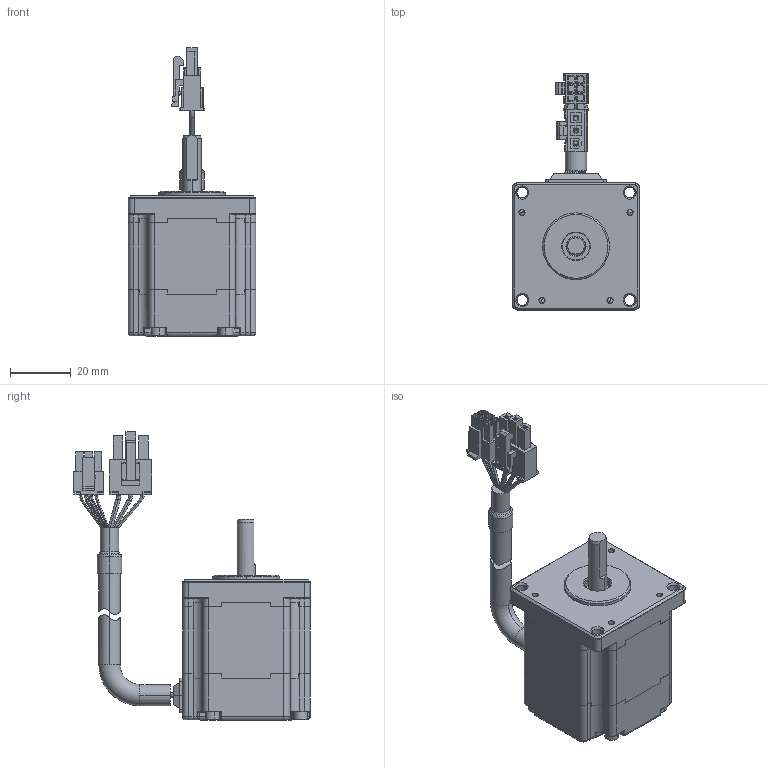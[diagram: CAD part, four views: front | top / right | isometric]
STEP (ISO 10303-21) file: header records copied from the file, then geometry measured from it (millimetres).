
FILE_DESCRIPTION (( 'STEP AP203' ), '1' );
FILE_NAME ('42BL30L4.STEP', '2013-05-16T01:00:06', ( '' ), ( '' ), 'SwSTEP 2.0', 'SolidWorks 2007', '' );
FILE_SCHEMA (( 'CONFIG_CONTROL_DESIGN' ));
Length unit declared in the file: millimetre
Products named in the file (1): 42BL30L4
Bounding box: 42 x 77.75 x 94.81 mm (x, y, z)
Surface area: 18416.7 mm2 (no closed solid volume)
Topology: 0 solids, 121 shells, 897 faces, 4762 edges, 3901 vertices
Faces by surface type: plane 530, cylinder 177, bspline 89, torus 72, cone 25, sphere 4
Entity records: 64753 total; most frequent: CARTESIAN_POINT 30664, ORIENTED_EDGE 6342, DIRECTION 5880, EDGE_CURVE 4739, VERTEX_POINT 3901, VECTOR 2890, LINE 2890, AXIS2_PLACEMENT_3D 1495
